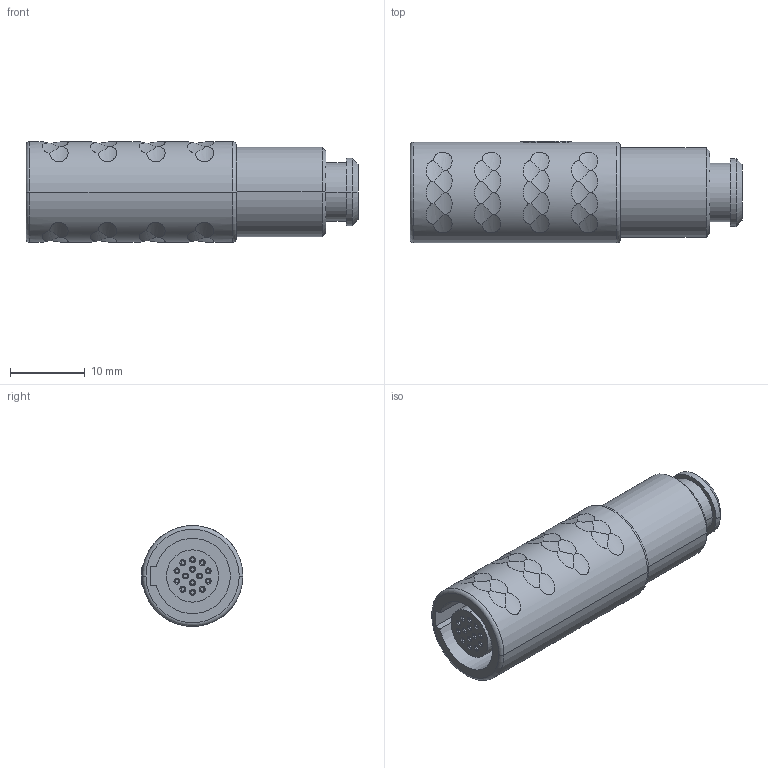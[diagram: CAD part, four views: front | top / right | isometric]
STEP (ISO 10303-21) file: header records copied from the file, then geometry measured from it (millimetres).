
FILE_DESCRIPTION((''),'2;1');
FILE_NAME('K21M0_-P14L','2023-09-11T10:54:07',('RTrager'),(''),'CREO PARAMETRIC BY PTC INC, 2022014','CREO PARAMETRIC BY PTC INC, 2022014','');
FILE_SCHEMA(('AUTOMOTIVE_DESIGN { 1 0 10303 214 1 1 1 1 }'));
Length unit declared in the file: millimetre
Products named in the file (1): K21M0_-P14L
Bounding box: 44.5 x 13.65 x 13.5 mm (x, y, z)
Volume: 3976.2 mm3; surface area: 3660 mm2
Topology: 1 solids, 1 shells, 344 faces, 850 edges, 552 vertices
Faces by surface type: cylinder 187, plane 94, cone 32, torus 18, bspline 13
Entity records: 16673 total; most frequent: CARTESIAN_POINT 4024, ORIENTED_EDGE 1700, DIRECTION 1662, EDGE_CURVE 850, AXIS2_PLACEMENT_3D 664, VERTEX_POINT 552, PROPERTY_DEFINITION 409, REPRESENTATION 408
